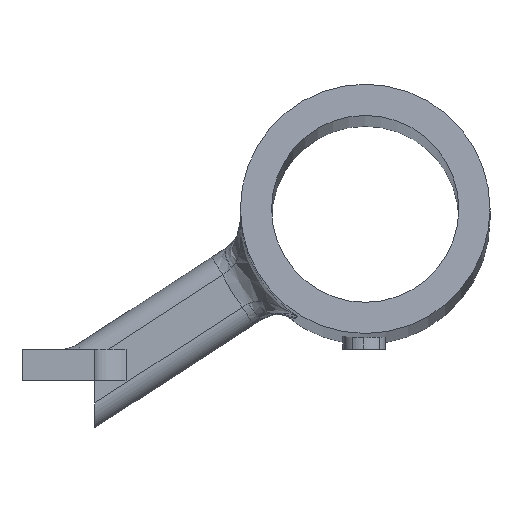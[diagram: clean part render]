
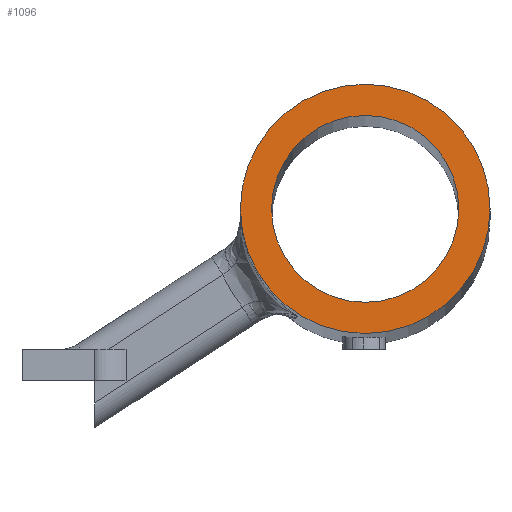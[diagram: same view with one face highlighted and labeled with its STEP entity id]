
A CAD part, front view. The second image highlights one B-rep face of the part: STEP entity #1096.
In plain terms, the highlighted planar face has unit normal (0, -0.999, 0.052).
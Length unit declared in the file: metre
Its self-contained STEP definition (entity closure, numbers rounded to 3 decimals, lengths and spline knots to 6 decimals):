
#46=PLANE('',#1188);
#314=ORIENTED_EDGE('',*,*,#647,.T.);
#315=ORIENTED_EDGE('',*,*,#609,.F.);
#609=EDGE_CURVE('',#777,#777,#887,.T.);
#647=EDGE_CURVE('',#815,#815,#890,.T.);
#777=VERTEX_POINT('',#1486);
#815=VERTEX_POINT('',#1604);
#887=CIRCLE('',#1172,0.012);
#890=CIRCLE('',#1186,0.009);
#925=EDGE_LOOP('',(#314));
#926=EDGE_LOOP('',(#315));
#1005=FACE_BOUND('',#925,.T.);
#1006=FACE_BOUND('',#926,.T.);
#1096=ADVANCED_FACE('',(#1005,#1006),#46,.F.);
#1172=AXIS2_PLACEMENT_3D('',#1485,#1255,#1256);
#1186=AXIS2_PLACEMENT_3D('',#1603,#1297,#1298);
#1188=AXIS2_PLACEMENT_3D('',#1606,#1301,#1302);
#1255=DIRECTION('',(0.,0.999,-0.052));
#1256=DIRECTION('',(0.,0.052,0.999));
#1297=DIRECTION('',(0.,0.999,-0.052));
#1298=DIRECTION('',(0.,0.052,0.999));
#1301=DIRECTION('',(0.,0.999,-0.052));
#1302=DIRECTION('',(-1.,0.,0.));
#1485=CARTESIAN_POINT('',(0.33,0.143808,0.110499));
#1486=CARTESIAN_POINT('',(0.33,0.144436,0.122483));
#1603=CARTESIAN_POINT('',(0.33,0.143808,0.110499));
#1604=CARTESIAN_POINT('',(0.33,0.144279,0.119487));
#1606=CARTESIAN_POINT('',(0.33,0.143808,0.110499));
